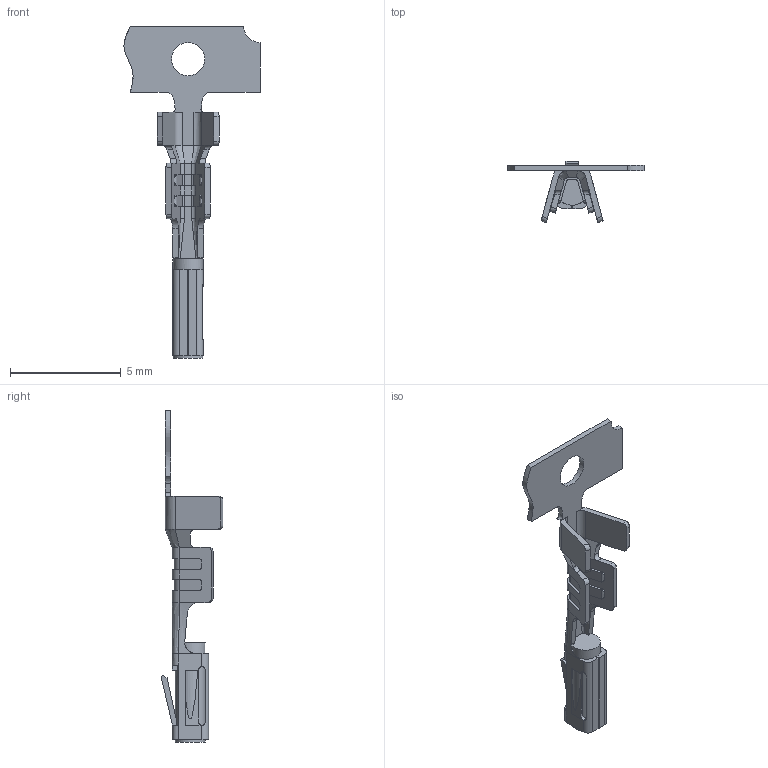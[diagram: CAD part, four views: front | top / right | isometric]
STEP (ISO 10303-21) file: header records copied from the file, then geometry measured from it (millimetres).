
FILE_DESCRIPTION( ('This file contains a STEP AP42 implementation' ,'as created by ZW3D STEP Interface translator.') ,'2;1' );
FILE_NAME( 'WF2549-TPSN02.stp' ,'23 5 5.112858', (''), ('ZWCAD Software Co.'), 'Version 1.0', 'ZW3D to STEP translator', '' );
FILE_SCHEMA(('AUTOMOTIVE_DESIGN { 1 0 10303 214 1 1 1 1 }'));
Length unit declared in the file: millimetre
Products named in the file (2): 0; WF2549-TPSN02
Bounding box: 6.15 x 2.8 x 15 mm (x, y, z)
Volume: 18.8 mm3; surface area: 137 mm2
Topology: 1 solids, 1 shells, 223 faces, 658 edges, 422 vertices
Faces by surface type: plane 109, bspline 62, cylinder 52
Full cylindrical faces by diameter (mm): 1.345 x1, 1.5 x1
Entity records: 11409 total; most frequent: CARTESIAN_POINT 5485, ORIENTED_EDGE 1328, DIRECTION 1019, EDGE_CURVE 658, VERTEX_POINT 422, VECTOR 393, LINE 393, AXIS2_PLACEMENT_3D 313
